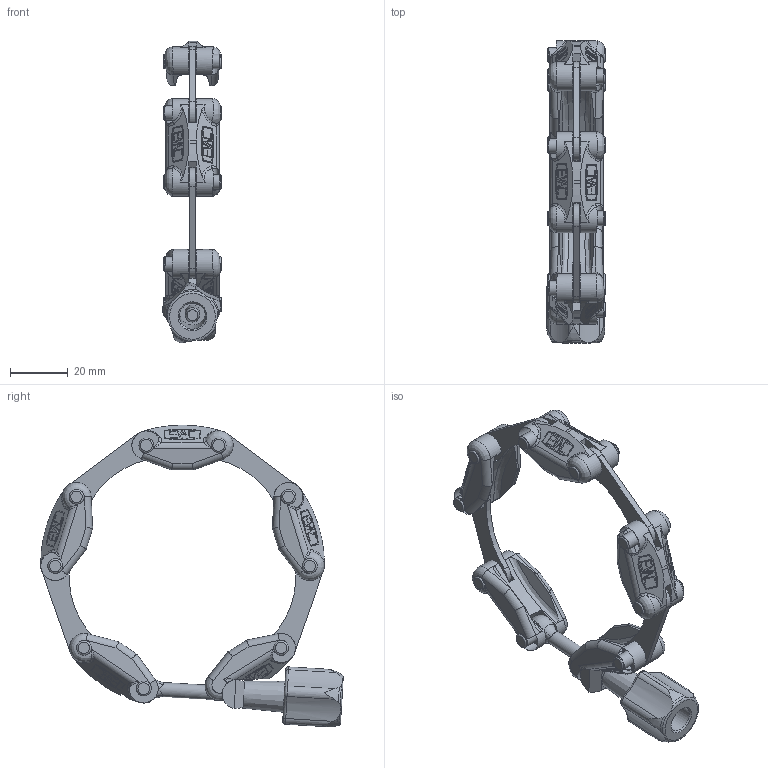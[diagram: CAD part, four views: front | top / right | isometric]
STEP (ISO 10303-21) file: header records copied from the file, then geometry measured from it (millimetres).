
FILE_DESCRIPTION(/* description */ (''),/* implementation_level */ '2;1');
FILE_NAME(/* name */ '30.050010.131.850',/* time_stamp */ '2018-07-12T11:02:13+02:00',/* author */ ('Murat Coskun Bicak'),/* organization */ ('Evac AG'),/* preprocessor_version */ 'ST-DEVELOPER v16.7',/* originating_system */ 'DEX',/* authorisation */ $);
FILE_SCHEMA (('AUTOMOTIVE_DESIGN {1 0 10303 214 3 1 1}'));
Length unit declared in the file: millimetre
Products named in the file (9): 30.050010.131.850; 03.031.030-IX; 03.020.008-IXMY; 03.034.001-IX; 03.232.001-GV35; 03.232.002-GV35; 03.232.003-GV35; 03.036.010-GV35; 03.033.001-TKR4355
Assembly tree (21 placements, depth 2):
  30.050010.131.850
    03.031.030-IX  x4
    03.020.008-IXMY  x9
    03.034.001-IX
    03.232.001-GV35  x3
    03.232.002-GV35
    03.232.003-GV35
    03.036.010-GV35
    03.033.001-TKR4355
Bounding box: 20.32 x 104.57 x 104.32 mm (x, y, z)
Volume: 27065.3 mm3; surface area: 24440.1 mm2
Topology: 20 solids, 21 shells, 1051 faces, 2900 edges, 1912 vertices
Faces by surface type: plane 724, cylinder 170, bspline 92, torus 51, cone 13, sphere 1
Full cylindrical faces by diameter (mm): 5 x21, 5.1 x18, 5.2 x1, 9 x1
Entity records: 23779 total; most frequent: CARTESIAN_POINT 7789, ORIENTED_EDGE 3452, DIRECTION 2889, EDGE_CURVE 1726, VERTEX_POINT 1158, LINE 1123, VECTOR 1123, AXIS2_PLACEMENT_3D 883
